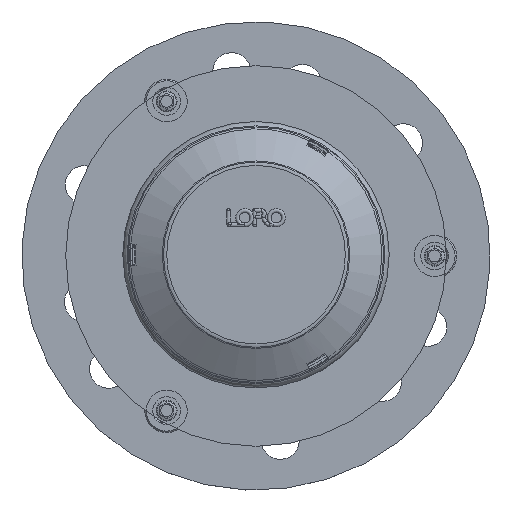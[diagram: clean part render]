
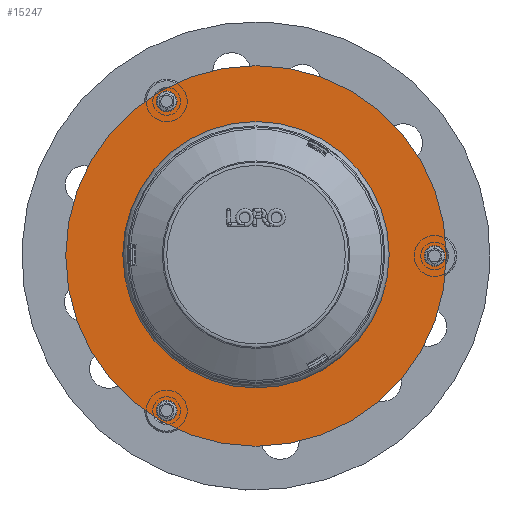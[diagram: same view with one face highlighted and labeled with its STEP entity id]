
A CAD part, top view. The second image highlights one B-rep face of the part: STEP entity #15247.
In plain terms, the highlighted planar face has unit normal (0, 0, 1).
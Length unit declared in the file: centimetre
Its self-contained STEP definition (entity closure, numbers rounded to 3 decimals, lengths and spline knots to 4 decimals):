
#191=FACE_BOUND('',#2437,.T.);
#192=FACE_BOUND('',#2438,.T.);
#193=FACE_BOUND('',#2439,.T.);
#194=FACE_BOUND('',#2440,.T.);
#563=PLANE('',#19861);
#1473=FACE_OUTER_BOUND('',#2436,.T.);
#2436=EDGE_LOOP('',(#10009));
#2437=EDGE_LOOP('',(#10010));
#2438=EDGE_LOOP('',(#10011));
#2439=EDGE_LOOP('',(#10012));
#2440=EDGE_LOOP('',(#10013));
#3694=CIRCLE('',#19846,4.);
#3696=CIRCLE('',#19849,4.);
#3698=CIRCLE('',#19852,4.);
#3701=CIRCLE('',#19856,84.5);
#3703=CIRCLE('',#19859,130.);
#4814=VERTEX_POINT('',#28202);
#4816=VERTEX_POINT('',#28208);
#4818=VERTEX_POINT('',#28214);
#4821=VERTEX_POINT('',#28222);
#4823=VERTEX_POINT('',#28228);
#6821=EDGE_CURVE('',#4814,#4814,#3694,.T.);
#6824=EDGE_CURVE('',#4816,#4816,#3696,.T.);
#6827=EDGE_CURVE('',#4818,#4818,#3698,.T.);
#6832=EDGE_CURVE('',#4821,#4821,#3701,.T.);
#6835=EDGE_CURVE('',#4823,#4823,#3703,.T.);
#10009=ORIENTED_EDGE('',*,*,#6835,.T.);
#10010=ORIENTED_EDGE('',*,*,#6832,.F.);
#10011=ORIENTED_EDGE('',*,*,#6821,.T.);
#10012=ORIENTED_EDGE('',*,*,#6824,.T.);
#10013=ORIENTED_EDGE('',*,*,#6827,.T.);
#15247=ADVANCED_FACE('',(#1473,#191,#192,#193,#194),#563,.T.);
#19846=AXIS2_PLACEMENT_3D('',#28203,#22250,#22251);
#19849=AXIS2_PLACEMENT_3D('',#28209,#22257,#22258);
#19852=AXIS2_PLACEMENT_3D('',#28215,#22264,#22265);
#19856=AXIS2_PLACEMENT_3D('',#28224,#22274,#22275);
#19859=AXIS2_PLACEMENT_3D('',#28230,#22281,#22282);
#19861=AXIS2_PLACEMENT_3D('',#28232,#22285,#22286);
#22250=DIRECTION('center_axis',(0.,0.,-1.));
#22251=DIRECTION('ref_axis',(-0.866,-0.5,0.));
#22257=DIRECTION('center_axis',(0.,0.,-1.));
#22258=DIRECTION('ref_axis',(0.5,-0.866,0.));
#22264=DIRECTION('center_axis',(0.,0.,-1.));
#22265=DIRECTION('ref_axis',(-0.5,0.866,0.));
#22274=DIRECTION('center_axis',(0.,0.,1.));
#22275=DIRECTION('ref_axis',(0.866,0.5,0.));
#22281=DIRECTION('center_axis',(0.,0.,1.));
#22282=DIRECTION('ref_axis',(0.866,0.5,0.));
#22285=DIRECTION('center_axis',(0.,0.,1.));
#22286=DIRECTION('ref_axis',(0.5,-0.866,0.));
#28202=CARTESIAN_POINT('',(125.4641,2.,25.5));
#28203=CARTESIAN_POINT('Origin',(122.,0.,25.5));
#28208=CARTESIAN_POINT('',(-63.,-102.191,25.5));
#28209=CARTESIAN_POINT('Origin',(-61.,-105.6551,25.5));
#28214=CARTESIAN_POINT('',(-59.,102.191,25.5));
#28215=CARTESIAN_POINT('Origin',(-61.,105.6551,25.5));
#28222=CARTESIAN_POINT('',(-73.1791,-42.25,25.5));
#28224=CARTESIAN_POINT('Origin',(0.,0.,
25.5));
#28228=CARTESIAN_POINT('',(-112.5833,-65.,25.5));
#28230=CARTESIAN_POINT('Origin',(0.,0.,
25.5));
#28232=CARTESIAN_POINT('Origin',(0.,0.,
25.5));
